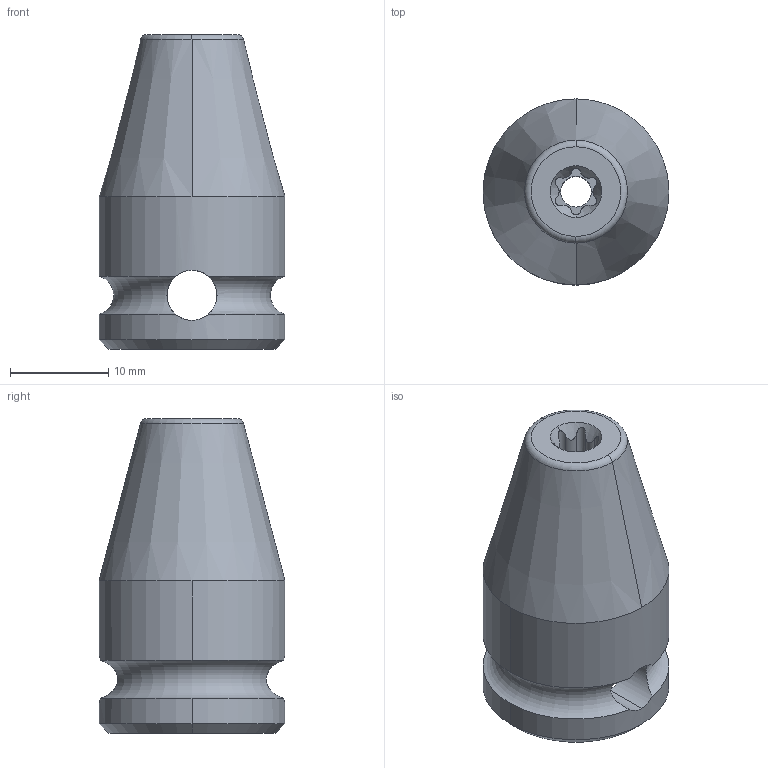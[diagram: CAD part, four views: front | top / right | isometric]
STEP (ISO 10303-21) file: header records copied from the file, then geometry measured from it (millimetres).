
FILE_DESCRIPTION((''),'2;1');
FILE_NAME('4027122005','2023-08-21T16:05:11',('A00565553'),(''),'CREO PARAMETRIC BY PTC INC, 2022414','CREO PARAMETRIC BY PTC INC, 2022414','');
FILE_SCHEMA(('CONFIG_CONTROL_DESIGN','GEOMETRIC_VALIDATION_PROPERTIES_MIM'));
Length unit declared in the file: millimetre
Products named in the file (1): 4027122005
Bounding box: 18.9 x 18.9 x 32 mm (x, y, z)
Volume: 5462.3 mm3; surface area: 2721.7 mm2
Topology: 1 solids, 1 shells, 54 faces, 147 edges, 94 vertices
Faces by surface type: cylinder 27, plane 13, cone 10, torus 4
Entity records: 2092 total; most frequent: CARTESIAN_POINT 632, ORIENTED_EDGE 294, DIRECTION 270, EDGE_CURVE 147, AXIS2_PLACEMENT_3D 110, VERTEX_POINT 94, EDGE_LOOP 59, CIRCLE 56
